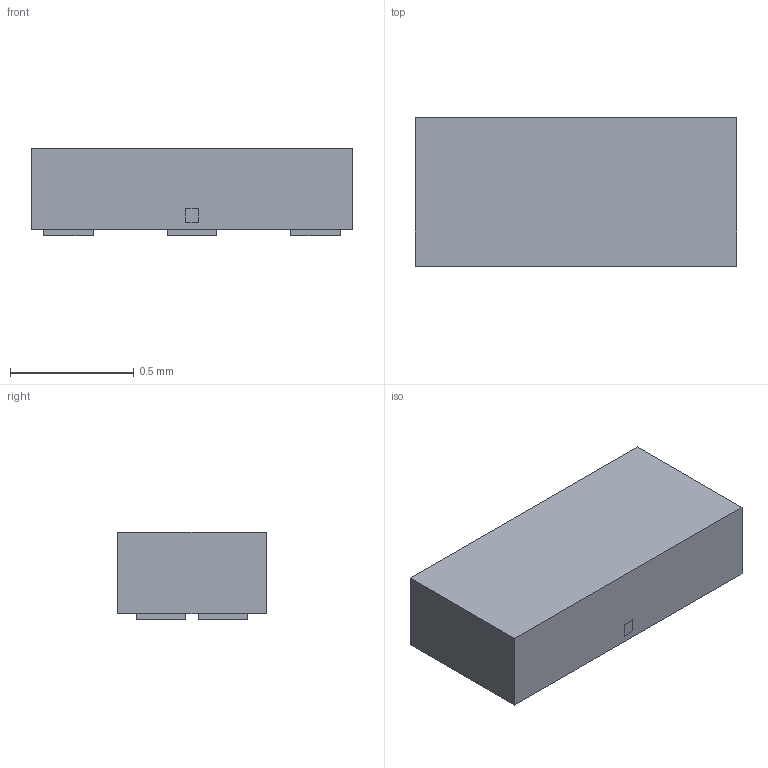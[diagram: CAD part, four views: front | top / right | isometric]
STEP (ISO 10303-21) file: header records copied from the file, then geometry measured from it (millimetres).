
FILE_DESCRIPTION((''),'2;1');
FILE_NAME('DMY0003A_ASM','2017-01-05T',('a0412025'),(''),'CREO PARAMETRIC BY PTC INC, 2016050','CREO PARAMETRIC BY PTC INC, 2016050','');
FILE_SCHEMA(('AUTOMOTIVE_DESIGN { 1 0 10303 214 1 1 1 1 }'));
Length unit declared in the file: millimetre
Products named in the file (4): BODY-SON; FRAME-DMY0003A; PIN1-ID; DMY0003A_ASM
Assembly tree (3 placements, depth 2):
  DMY0003A_ASM
    BODY-SON
    FRAME-DMY0003A
    PIN1-ID
Bounding box: 1.3 x 0.6 x 0.35 mm (x, y, z)
Volume: 0.3 mm3; surface area: 3.6 mm2
Topology: 4 solids, 4 shells, 60 faces, 156 edges, 104 vertices
Faces by surface type: plane 60
Entity records: 2779 total; most frequent: CARTESIAN_POINT 334, ORIENTED_EDGE 312, DIRECTION 290, PRESENTATION_STYLE_ASSIGNMENT 163, STYLED_ITEM 160, VECTOR 156, LINE 156, CURVE_STYLE 156
